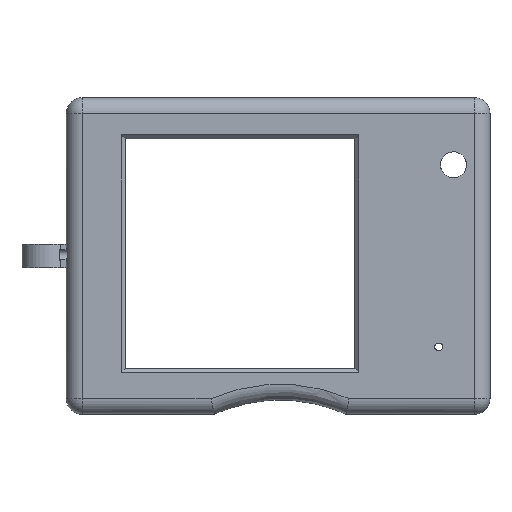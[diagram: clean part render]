
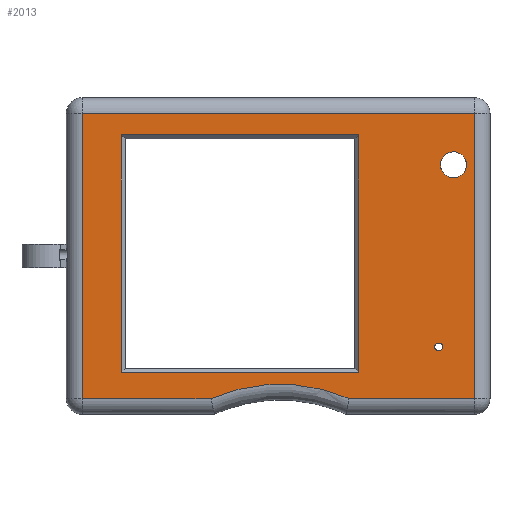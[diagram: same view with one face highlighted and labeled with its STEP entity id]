
A CAD part, top view. The second image highlights one B-rep face of the part: STEP entity #2013.
In plain terms, the highlighted planar face has unit normal (0, 0, 1).
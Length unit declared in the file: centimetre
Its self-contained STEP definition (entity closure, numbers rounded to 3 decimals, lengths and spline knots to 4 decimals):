
#29=FACE_BOUND($,#325,.T.);
#30=FACE_BOUND($,#326,.T.);
#31=FACE_BOUND($,#327,.T.);
#32=FACE_BOUND($,#328,.T.);
#61=CIRCLE($,#2030,2.2);
#88=CIRCLE($,#2121,0.05);
#90=CIRCLE($,#2124,0.165);
#325=EDGE_LOOP($,(#1783));
#326=EDGE_LOOP($,(#1784));
#327=EDGE_LOOP($,(#1785,#1786,#1787,#1788));
#328=EDGE_LOOP($,(#1789,#1790,#1791,#1792,#1793,#1794));
#505=LINE($,#3221,#734);
#506=LINE($,#3223,#735);
#508=LINE($,#3228,#737);
#511=LINE($,#3233,#740);
#513=LINE($,#3237,#742);
#515=LINE($,#3240,#744);
#518=LINE($,#3257,#747);
#520=LINE($,#3260,#749);
#561=LINE($,#3353,#790);
#734=VECTOR($,#2522,4.95);
#735=VECTOR($,#2525,3.6);
#737=VECTOR($,#2529,3.);
#740=VECTOR($,#2534,3.);
#742=VECTOR($,#2538,3.);
#744=VECTOR($,#2542,3.);
#747=VECTOR($,#2561,3.6);
#749=VECTOR($,#2565,1.5784);
#790=VECTOR($,#2678,1.6284);
#804=VERTEX_POINT($,#2753);
#805=VERTEX_POINT($,#2768);
#926=VERTEX_POINT($,#3129);
#931=VERTEX_POINT($,#3139);
#934=VERTEX_POINT($,#3146);
#951=VERTEX_POINT($,#3226);
#952=VERTEX_POINT($,#3227);
#953=VERTEX_POINT($,#3232);
#954=VERTEX_POINT($,#3236);
#956=VERTEX_POINT($,#3244);
#958=VERTEX_POINT($,#3249);
#960=VERTEX_POINT($,#3255);
#988=EDGE_CURVE($,#804,#805,#61,.T.);
#1188=EDGE_CURVE($,#934,#931,#505,.T.);
#1189=EDGE_CURVE($,#931,#926,#506,.T.);
#1191=EDGE_CURVE($,#951,#952,#508,.T.);
#1194=EDGE_CURVE($,#952,#953,#511,.T.);
#1196=EDGE_CURVE($,#953,#954,#513,.T.);
#1198=EDGE_CURVE($,#954,#951,#515,.T.);
#1200=EDGE_CURVE($,#956,#956,#88,.T.);
#1202=EDGE_CURVE($,#958,#958,#90,.T.);
#1206=EDGE_CURVE($,#960,#934,#518,.T.);
#1208=EDGE_CURVE($,#926,#804,#520,.T.);
#1255=EDGE_CURVE($,#805,#960,#561,.T.);
#1783=ORIENTED_EDGE($,*,*,#1202,.T.);
#1784=ORIENTED_EDGE($,*,*,#1200,.T.);
#1785=ORIENTED_EDGE($,*,*,#1198,.F.);
#1786=ORIENTED_EDGE($,*,*,#1196,.F.);
#1787=ORIENTED_EDGE($,*,*,#1194,.F.);
#1788=ORIENTED_EDGE($,*,*,#1191,.F.);
#1789=ORIENTED_EDGE($,*,*,#1189,.F.);
#1790=ORIENTED_EDGE($,*,*,#1188,.F.);
#1791=ORIENTED_EDGE($,*,*,#1206,.F.);
#1792=ORIENTED_EDGE($,*,*,#1255,.F.);
#1793=ORIENTED_EDGE($,*,*,#988,.F.);
#1794=ORIENTED_EDGE($,*,*,#1208,.F.);
#1908=PLANE($,#2163);
#2013=ADVANCED_FACE($,(#29,#30,#31,#32),#1908,.T.);
#2030=AXIS2_PLACEMENT_3D($,#2769,#2190,#2191);
#2121=AXIS2_PLACEMENT_3D($,#3245,#2547,#2548);
#2124=AXIS2_PLACEMENT_3D($,#3250,#2553,#2554);
#2163=AXIS2_PLACEMENT_3D($,#3352,#2676,#2677);
#2190=DIRECTION('center_axis',(0.,0.,1.));
#2191=DIRECTION('ref_axis',(0.,1.,0.));
#2522=DIRECTION($,(1.,0.,0.));
#2525=DIRECTION($,(0.,-1.,0.));
#2529=DIRECTION($,(1.,0.,0.));
#2534=DIRECTION($,(0.,1.,0.));
#2538=DIRECTION($,(-1.,0.,0.));
#2542=DIRECTION($,(0.,-1.,0.));
#2547=DIRECTION('center_axis',(0.,0.,-1.));
#2548=DIRECTION('ref_axis',(1.,0.,0.));
#2553=DIRECTION('center_axis',(0.,0.,-1.));
#2554=DIRECTION('ref_axis',(1.,0.,0.));
#2561=DIRECTION($,(0.,1.,0.));
#2565=DIRECTION($,(-1.,0.,0.));
#2676=DIRECTION('center_axis',(0.,0.,1.));
#2677=DIRECTION('ref_axis',(0.,-1.,0.));
#2678=DIRECTION($,(-1.,0.,0.));
#2753=CARTESIAN_POINT('',(-10.6284,7.2,0.815));
#2768=CARTESIAN_POINT('',(-12.3716,7.2,0.815));
#2769=CARTESIAN_POINT('Origin',(-11.5,5.18,0.815));
#3129=CARTESIAN_POINT('',(-9.05,7.2,0.815));
#3139=CARTESIAN_POINT('',(-9.05,10.8,0.815));
#3146=CARTESIAN_POINT('',(-14.,10.8,0.815));
#3221=CARTESIAN_POINT($,(-9.,10.8,0.815));
#3223=CARTESIAN_POINT($,(-9.05,8.9,0.815));
#3226=CARTESIAN_POINT('',(-13.5048,7.5287,0.815));
#3227=CARTESIAN_POINT('',(-10.5048,7.5287,0.815));
#3228=CARTESIAN_POINT($,(-11.3524,7.5287,0.815));
#3232=CARTESIAN_POINT('',(-10.5048,10.5287,0.815));
#3233=CARTESIAN_POINT($,(-10.5048,9.0893,0.815));
#3236=CARTESIAN_POINT('',(-13.5048,10.5287,0.815));
#3237=CARTESIAN_POINT($,(-9.4774,10.5287,0.815));
#3240=CARTESIAN_POINT($,(-13.5048,10.6893,0.815));
#3244=CARTESIAN_POINT('',(-9.5492,7.8508,0.815));
#3245=CARTESIAN_POINT('Origin',(-9.4992,7.8508,0.815));
#3249=CARTESIAN_POINT('',(-9.4758,10.1499,0.815));
#3250=CARTESIAN_POINT('Origin',(-9.3108,10.1499,0.815));
#3255=CARTESIAN_POINT('',(-14.,7.2,0.815));
#3257=CARTESIAN_POINT($,(-14.,10.85,0.815));
#3260=CARTESIAN_POINT($,(-11.6,7.2,0.815));
#3352=CARTESIAN_POINT('Origin',(-9.1,10.75,0.815));
#3353=CARTESIAN_POINT($,(-11.6,7.2,0.815));
